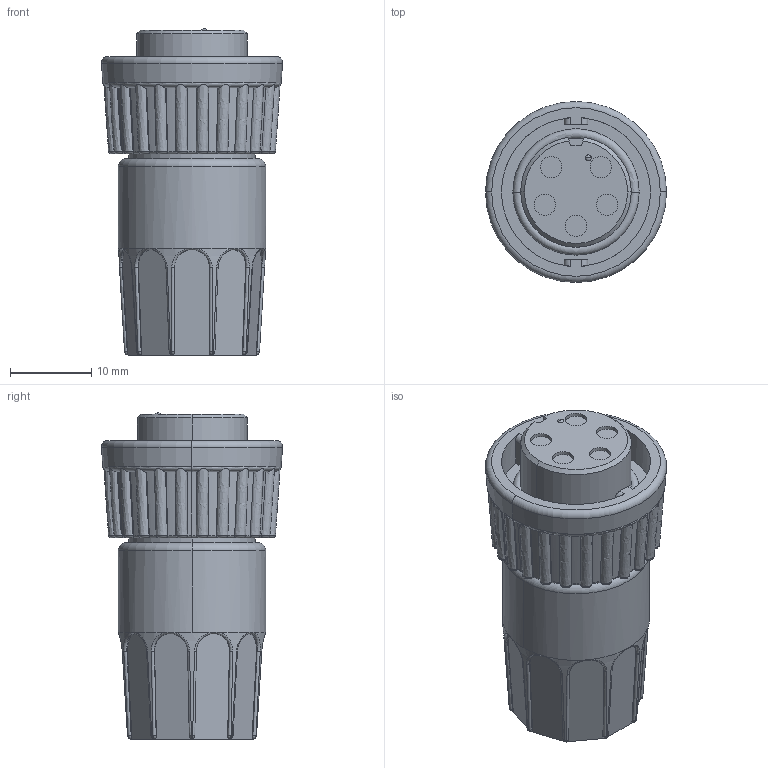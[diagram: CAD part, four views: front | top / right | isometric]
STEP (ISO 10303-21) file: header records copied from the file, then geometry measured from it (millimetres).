
FILE_DESCRIPTION (( 'STEP AP203' ), '1' );
FILE_NAME ('3382-5SG-324.STEP', '2014-08-08T13:49:27', ( '' ), ( '' ), 'SwSTEP 2.0', 'SolidWorks 2014', '' );
FILE_SCHEMA (( 'CONFIG_CONTROL_DESIGN' ));
Length unit declared in the file: inch
Products named in the file (1): 3382-5SG-324
Bounding box: 22.22 x 22.22 x 40.03 mm (x, y, z)
Volume: 9269.8 mm3; surface area: 3932.6 mm2
Topology: 1 solids, 1 shells, 333 faces, 896 edges, 578 vertices
Faces by surface type: bspline 122, plane 78, torus 46, cylinder 44, cone 41, sphere 2
Entity records: 15560 total; most frequent: CARTESIAN_POINT 8336, ORIENTED_EDGE 1792, DIRECTION 1115, EDGE_CURVE 896, VERTEX_POINT 578, AXIS2_PLACEMENT_3D 487, B_SPLINE_CURVE_WITH_KNOTS 480, EDGE_LOOP 346
